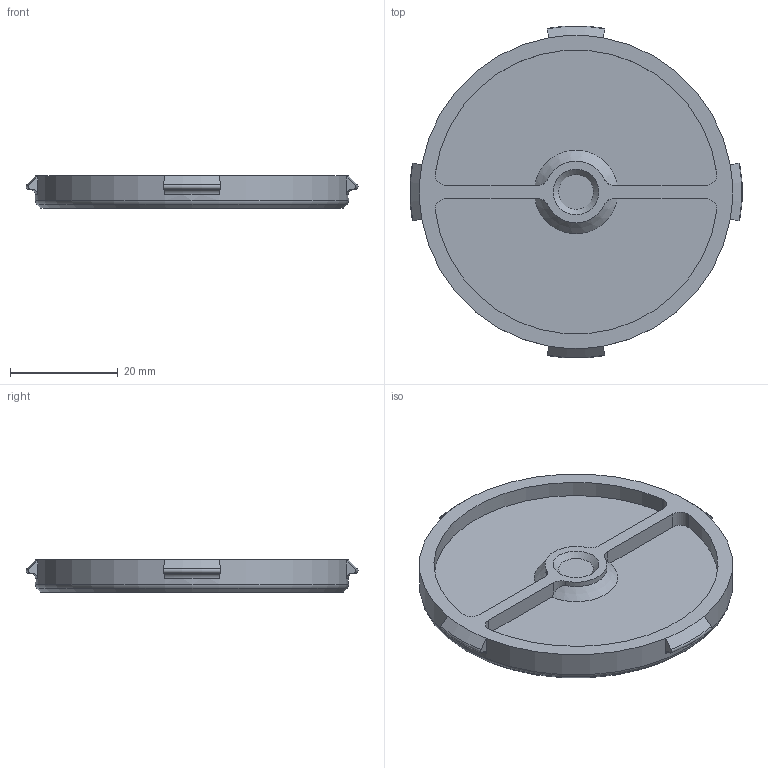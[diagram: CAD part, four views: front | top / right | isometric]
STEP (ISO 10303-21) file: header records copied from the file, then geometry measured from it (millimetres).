
FILE_DESCRIPTION(/* description */ (''),/* implementation_level */ '2;1');
FILE_NAME(/* name */ 'ORS_Button_Piece.step',/* time_stamp */ '2022-06-14T12:51:51-06:00',/* author */ (''),/* organization */ (''),/* preprocessor_version */ 'ST-DEVELOPER v19',/* originating_system */ 'Autodesk Translation Framework v11.7.0.108',/* authorisation */ '');
FILE_SCHEMA (('AUTOMOTIVE_DESIGN { 1 0 10303 214 3 1 1 }'));
Length unit declared in the file: millimetre
Products named in the file (1): ORS_Button_Piece
Bounding box: 61.58 x 61.58 x 6 mm (x, y, z)
Volume: 10054.8 mm3; surface area: 7168 mm2
Topology: 1 solids, 1 shells, 51 faces, 128 edges, 82 vertices
Faces by surface type: plane 21, cylinder 13, torus 9, cone 8
Full cylindrical faces by diameter (mm): 58.1 x1
Entity records: 1608 total; most frequent: CARTESIAN_POINT 306, DIRECTION 293, ORIENTED_EDGE 256, EDGE_CURVE 128, AXIS2_PLACEMENT_3D 121, VERTEX_POINT 82, CIRCLE 69, EDGE_LOOP 54
